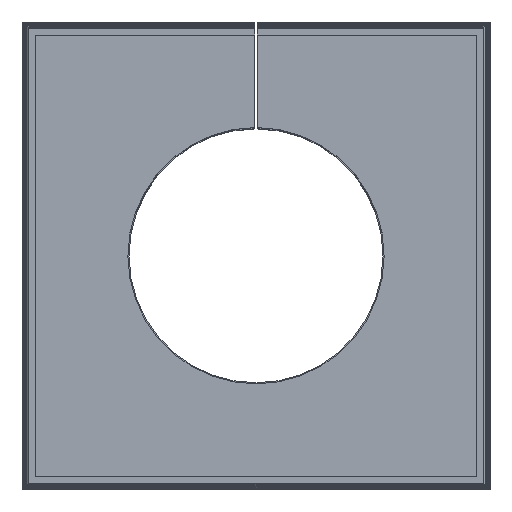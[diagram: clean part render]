
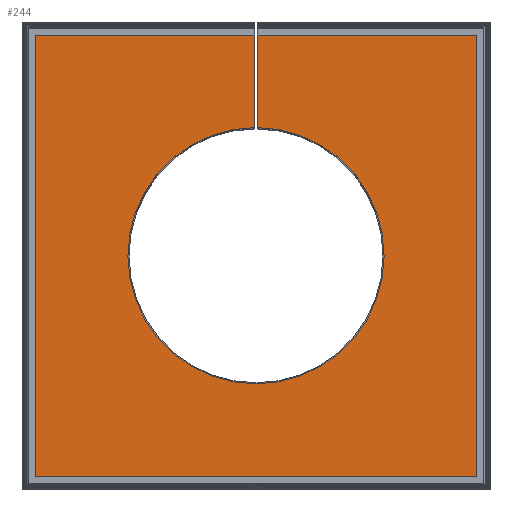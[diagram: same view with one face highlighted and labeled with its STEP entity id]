
A CAD part, top view. The second image highlights one B-rep face of the part: STEP entity #244.
In plain terms, the highlighted planar face has unit normal (0, 0, 1).
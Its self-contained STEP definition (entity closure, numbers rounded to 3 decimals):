
#147=CIRCLE('',#2115,11.5);
#244=ADVANCED_FACE('',(#438),#341,.T.);
#341=PLANE('',#2116);
#438=FACE_OUTER_BOUND('',#554,.T.);
#554=EDGE_LOOP('',(#987,#988,#989,#990,#991,#992,#993,#994));
#987=ORIENTED_EDGE('',*,*,#1560,.F.);
#988=ORIENTED_EDGE('',*,*,#1561,.T.);
#989=ORIENTED_EDGE('',*,*,#1562,.T.);
#990=ORIENTED_EDGE('',*,*,#1563,.T.);
#991=ORIENTED_EDGE('',*,*,#1564,.T.);
#992=ORIENTED_EDGE('',*,*,#1367,.T.);
#993=ORIENTED_EDGE('',*,*,#1565,.T.);
#994=ORIENTED_EDGE('',*,*,#1566,.F.);
#1177=VERTEX_POINT('',#2661);
#1179=VERTEX_POINT('',#2664);
#1299=VERTEX_POINT('',#3686);
#1300=VERTEX_POINT('',#3687);
#1301=VERTEX_POINT('',#3689);
#1302=VERTEX_POINT('',#3691);
#1303=VERTEX_POINT('',#3693);
#1304=VERTEX_POINT('',#3696);
#1367=EDGE_CURVE('',#1179,#1177,#1653,.T.);
#1560=EDGE_CURVE('',#1299,#1300,#1783,.T.);
#1561=EDGE_CURVE('',#1299,#1301,#1784,.T.);
#1562=EDGE_CURVE('',#1301,#1302,#1785,.T.);
#1563=EDGE_CURVE('',#1302,#1303,#1786,.T.);
#1564=EDGE_CURVE('',#1303,#1179,#1787,.T.);
#1565=EDGE_CURVE('',#1177,#1304,#1788,.T.);
#1566=EDGE_CURVE('',#1300,#1304,#147,.T.);
#1653=LINE('',#2663,#1855);
#1783=LINE('',#3685,#1996);
#1784=LINE('',#3688,#1997);
#1785=LINE('',#3690,#1998);
#1786=LINE('',#3692,#1999);
#1787=LINE('',#3694,#2000);
#1788=LINE('',#3695,#2001);
#1855=VECTOR('',#2201,1.);
#1996=VECTOR('',#2478,1.);
#1997=VECTOR('',#2479,1.);
#1998=VECTOR('',#2480,1.);
#1999=VECTOR('',#2481,1.);
#2000=VECTOR('',#2482,1.);
#2001=VECTOR('',#2483,1.);
#2115=AXIS2_PLACEMENT_3D('',#3697,#2484,#2485);
#2116=AXIS2_PLACEMENT_3D('',#3698,#2486,#2487);
#2201=DIRECTION('',(-1.,0.,0.));
#2478=DIRECTION('',(0.,-1.,0.));
#2479=DIRECTION('',(-1.,0.,0.));
#2480=DIRECTION('',(0.,-1.,0.));
#2481=DIRECTION('',(1.,0.,0.));
#2482=DIRECTION('',(0.,1.,0.));
#2483=DIRECTION('',(0.,-1.,0.));
#2484=DIRECTION('',(0.,0.,1.));
#2485=DIRECTION('',(1.,0.,0.));
#2486=DIRECTION('',(0.,0.,1.));
#2487=DIRECTION('',(-1.,0.,0.));
#2661=CARTESIAN_POINT('',(0.1,19.8,17.7));
#2663=CARTESIAN_POINT('',(19.8,19.8,17.7));
#2664=CARTESIAN_POINT('',(19.8,19.8,17.7));
#3685=CARTESIAN_POINT('',(-0.1,0.,17.7));
#3686=CARTESIAN_POINT('',(-0.1,19.8,17.7));
#3687=CARTESIAN_POINT('',(-0.1,11.5,17.7));
#3688=CARTESIAN_POINT('',(19.8,19.8,17.7));
#3689=CARTESIAN_POINT('',(-19.8,19.8,17.7));
#3690=CARTESIAN_POINT('',(-19.8,19.8,17.7));
#3691=CARTESIAN_POINT('',(-19.8,-19.8,17.7));
#3692=CARTESIAN_POINT('',(-19.8,-19.8,17.7));
#3693=CARTESIAN_POINT('',(19.8,-19.8,17.7));
#3694=CARTESIAN_POINT('',(19.8,-19.8,17.7));
#3695=CARTESIAN_POINT('',(0.1,0.,17.7));
#3696=CARTESIAN_POINT('',(0.1,11.5,17.7));
#3697=CARTESIAN_POINT('',(0.,0.,17.7));
#3698=CARTESIAN_POINT('',(0.,0.,17.7));
